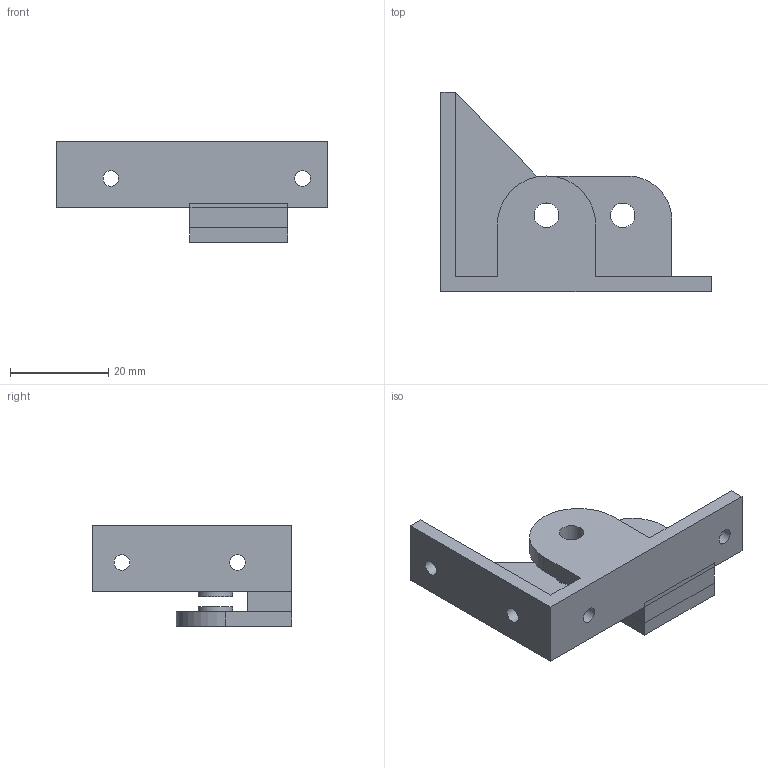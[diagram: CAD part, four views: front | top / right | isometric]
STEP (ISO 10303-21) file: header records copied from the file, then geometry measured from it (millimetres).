
FILE_DESCRIPTION(/* description */ (''),/* implementation_level */ '2;1');
FILE_NAME(/* name */ 'LeftIdlerCorner v4.step',/* time_stamp */ '2016-03-31T20:36:51-04:00',/* author */ (''),/* organization */ (''),/* preprocessor_version */ 'ST-DEVELOPER v16.2',/* originating_system */ 'Autodesk Translation Framework v4.3.0.3010',/* authorisation */ '');
FILE_SCHEMA (('AUTOMOTIVE_DESIGN { 1 0 10303 214 3 1 1 }'));
Length unit declared in the file: centimetre
Products named in the file (2): LeftIdlerCorner v4; Component2
Assembly tree (1 placements, depth 2):
  LeftIdlerCorner v4
    Component2
Bounding box: 55 x 40.5 x 20.5 mm (x, y, z)
Volume: 9512.4 mm3; surface area: 7785.4 mm2
Topology: 3 solids, 3 shells, 51 faces, 123 edges, 83 vertices
Faces by surface type: plane 34, cylinder 17
Full cylindrical faces by diameter (mm): 3.2 x4, 5 x4, 6 x1, 7 x4
Entity records: 1465 total; most frequent: DIRECTION 248, CARTESIAN_POINT 239, ORIENTED_EDGE 212, EDGE_CURVE 106, AXIS2_PLACEMENT_3D 88, EDGE_LOOP 85, VERTEX_POINT 79, LINE 72
